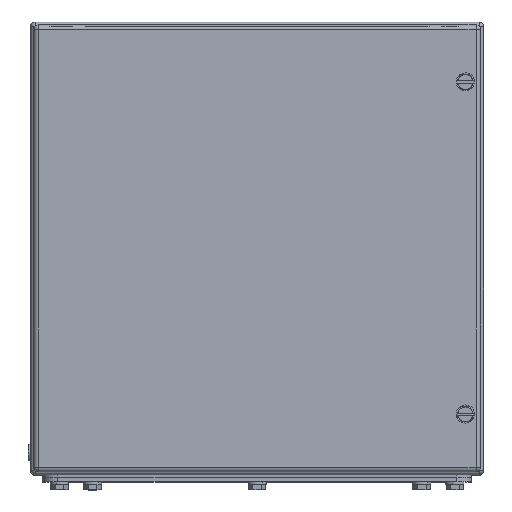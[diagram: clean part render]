
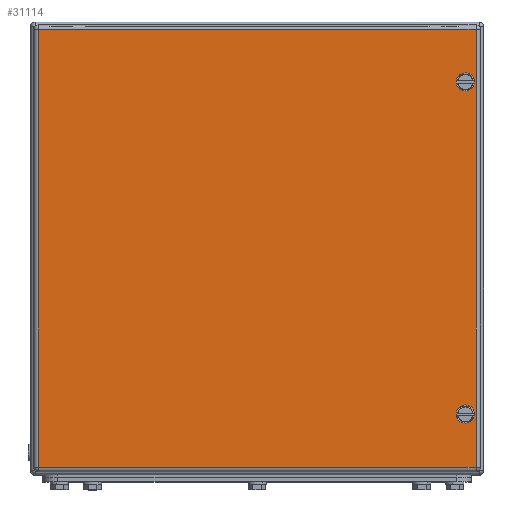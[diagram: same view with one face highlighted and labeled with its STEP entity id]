
A CAD part, top view. The second image highlights one B-rep face of the part: STEP entity #31114.
In plain terms, the highlighted planar face has unit normal (0, 0, 1).
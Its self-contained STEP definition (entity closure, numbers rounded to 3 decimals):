
#31056=AXIS2_PLACEMENT_3D('Plane Axis2P3D',#31053,#31054,#31055) ;
#31098=AXIS2_PLACEMENT_3D('Circle Axis2P3D',#31096,#31097,$) ;
#31107=AXIS2_PLACEMENT_3D('Circle Axis2P3D',#31105,#31106,$) ;
#30866=CARTESIAN_POINT('Vertex',(286.,49.75,201.5)) ;
#30870=CARTESIAN_POINT('Control Point',(286.,49.75,201.5)) ;
#30871=CARTESIAN_POINT('Control Point',(286.,49.2,201.5)) ;
#30872=CARTESIAN_POINT('Control Point',(286.108,48.65,201.5)) ;
#30873=CARTESIAN_POINT('Control Point',(286.324,48.129,201.5)) ;
#30874=CARTESIAN_POINT('Control Point',(286.949,47.199,201.5)) ;
#30875=CARTESIAN_POINT('Control Point',(287.879,46.574,201.5)) ;
#30876=CARTESIAN_POINT('Control Point',(288.4,46.358,201.5)) ;
#30877=CARTESIAN_POINT('Control Point',(289.5,46.142,201.5)) ;
#30878=CARTESIAN_POINT('Control Point',(290.6,46.358,201.5)) ;
#30879=CARTESIAN_POINT('Control Point',(291.121,46.574,201.5)) ;
#30880=CARTESIAN_POINT('Control Point',(292.051,47.199,201.5)) ;
#30881=CARTESIAN_POINT('Control Point',(292.676,48.129,201.5)) ;
#30882=CARTESIAN_POINT('Control Point',(292.892,48.65,201.5)) ;
#30883=CARTESIAN_POINT('Control Point',(293.,49.2,201.5)) ;
#30884=CARTESIAN_POINT('Control Point',(293.,49.75,201.5)) ;
#30885=CARTESIAN_POINT('Vertex',(293.,49.75,201.5)) ;
#31029=CARTESIAN_POINT('Control Point',(293.,49.75,201.5)) ;
#31030=CARTESIAN_POINT('Control Point',(293.,50.3,201.5)) ;
#31031=CARTESIAN_POINT('Control Point',(292.892,50.85,201.5)) ;
#31032=CARTESIAN_POINT('Control Point',(292.676,51.371,201.5)) ;
#31033=CARTESIAN_POINT('Control Point',(292.051,52.301,201.5)) ;
#31034=CARTESIAN_POINT('Control Point',(291.121,52.926,201.5)) ;
#31035=CARTESIAN_POINT('Control Point',(290.6,53.142,201.5)) ;
#31036=CARTESIAN_POINT('Control Point',(289.5,53.358,201.5)) ;
#31037=CARTESIAN_POINT('Control Point',(288.4,53.142,201.5)) ;
#31038=CARTESIAN_POINT('Control Point',(287.879,52.926,201.5)) ;
#31039=CARTESIAN_POINT('Control Point',(286.949,52.301,201.5)) ;
#31040=CARTESIAN_POINT('Control Point',(286.324,51.371,201.5)) ;
#31041=CARTESIAN_POINT('Control Point',(286.108,50.85,201.5)) ;
#31042=CARTESIAN_POINT('Control Point',(286.,50.3,201.5)) ;
#31043=CARTESIAN_POINT('Control Point',(286.,49.75,201.5)) ;
#31053=CARTESIAN_POINT('Axis2P3D Location',(151.5,159.75,201.5)) ;
#31058=CARTESIAN_POINT('Line Origine',(296.5,159.75,201.5)) ;
#31062=CARTESIAN_POINT('Vertex',(296.5,14.75,201.5)) ;
#31064=CARTESIAN_POINT('Vertex',(296.5,304.75,201.5)) ;
#31067=CARTESIAN_POINT('Line Origine',(151.5,304.75,201.5)) ;
#31071=CARTESIAN_POINT('Vertex',(6.5,304.75,201.5)) ;
#31074=CARTESIAN_POINT('Line Origine',(6.5,159.75,201.5)) ;
#31078=CARTESIAN_POINT('Vertex',(6.5,14.75,201.5)) ;
#31081=CARTESIAN_POINT('Line Origine',(151.5,14.75,201.5)) ;
#31096=CARTESIAN_POINT('Axis2P3D Location',(289.5,269.75,201.5)) ;
#31100=CARTESIAN_POINT('Vertex',(293.,269.75,201.5)) ;
#31102=CARTESIAN_POINT('Vertex',(286.,269.75,201.5)) ;
#31105=CARTESIAN_POINT('Axis2P3D Location',(289.5,269.75,201.5)) ;
#31054=DIRECTION('Axis2P3D Direction',(0.,0.,1.)) ;
#31055=DIRECTION('Axis2P3D XDirection',(1.,0.,0.)) ;
#31059=DIRECTION('Vector Direction',(0.,1.,0.)) ;
#31068=DIRECTION('Vector Direction',(-1.,0.,0.)) ;
#31075=DIRECTION('Vector Direction',(0.,-1.,0.)) ;
#31082=DIRECTION('Vector Direction',(1.,0.,0.)) ;
#31097=DIRECTION('Axis2P3D Direction',(0.,0.,1.)) ;
#31106=DIRECTION('Axis2P3D Direction',(0.,0.,1.)) ;
#31060=VECTOR('Line Direction',#31059,1.) ;
#31069=VECTOR('Line Direction',#31068,1.) ;
#31076=VECTOR('Line Direction',#31075,1.) ;
#31083=VECTOR('Line Direction',#31082,1.) ;
#31087=ORIENTED_EDGE('',*,*,#31066,.T.) ;
#31088=ORIENTED_EDGE('',*,*,#31073,.T.) ;
#31089=ORIENTED_EDGE('',*,*,#31080,.T.) ;
#31090=ORIENTED_EDGE('',*,*,#31085,.T.) ;
#31093=ORIENTED_EDGE('',*,*,#31044,.F.) ;
#31094=ORIENTED_EDGE('',*,*,#30887,.F.) ;
#31111=ORIENTED_EDGE('',*,*,#31104,.F.) ;
#31112=ORIENTED_EDGE('',*,*,#31109,.F.) ;
#31095=FACE_BOUND('',#31092,.T.) ;
#31113=FACE_BOUND('',#31110,.T.) ;
#31114=ADVANCED_FACE('74074_ZUB_DE_HS_KEBX_300x300-1/74074_DE_HS_KEBX_300x300-1-solid1',(#31091,#31095,#31113),#31057,.T.) ;
#30869=B_SPLINE_CURVE_WITH_KNOTS('',5,(#30870,#30871,#30872,#30873,#30874,#30875,#30876,#30877,#30878,#30879,#30880,#30881,#30882,#30883,#30884),.UNSPECIFIED.,.F.,.U.,(6,3,3,3,6),(-5.498,-2.749,0.,2.749,5.498),.UNSPECIFIED.) ;
#31028=B_SPLINE_CURVE_WITH_KNOTS('',5,(#31029,#31030,#31031,#31032,#31033,#31034,#31035,#31036,#31037,#31038,#31039,#31040,#31041,#31042,#31043),.UNSPECIFIED.,.F.,.U.,(6,3,3,3,6),(-5.498,-2.749,0.,2.749,5.498),.UNSPECIFIED.) ;
#31099=CIRCLE('generated circle',#31098,3.5) ;
#31108=CIRCLE('generated circle',#31107,3.5) ;
#30887=EDGE_CURVE('',#30867,#30886,#30869,.T.) ;
#31044=EDGE_CURVE('',#30886,#30867,#31028,.T.) ;
#31066=EDGE_CURVE('',#31063,#31065,#31061,.T.) ;
#31073=EDGE_CURVE('',#31065,#31072,#31070,.T.) ;
#31080=EDGE_CURVE('',#31072,#31079,#31077,.T.) ;
#31085=EDGE_CURVE('',#31079,#31063,#31084,.T.) ;
#31104=EDGE_CURVE('',#31101,#31103,#31099,.T.) ;
#31109=EDGE_CURVE('',#31103,#31101,#31108,.T.) ;
#31086=EDGE_LOOP('',(#31087,#31088,#31089,#31090)) ;
#31092=EDGE_LOOP('',(#31093,#31094)) ;
#31110=EDGE_LOOP('',(#31111,#31112)) ;
#31091=FACE_OUTER_BOUND('',#31086,.T.) ;
#31061=LINE('Line',#31058,#31060) ;
#31070=LINE('Line',#31067,#31069) ;
#31077=LINE('Line',#31074,#31076) ;
#31084=LINE('Line',#31081,#31083) ;
#31057=PLANE('',#31056) ;
#30867=VERTEX_POINT('',#30866) ;
#30886=VERTEX_POINT('',#30885) ;
#31063=VERTEX_POINT('',#31062) ;
#31065=VERTEX_POINT('',#31064) ;
#31072=VERTEX_POINT('',#31071) ;
#31079=VERTEX_POINT('',#31078) ;
#31101=VERTEX_POINT('',#31100) ;
#31103=VERTEX_POINT('',#31102) ;
